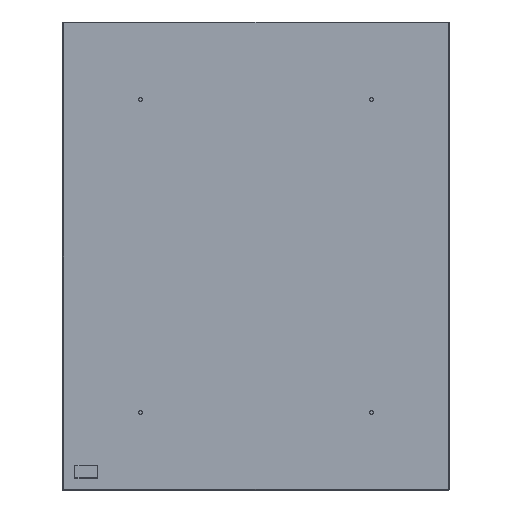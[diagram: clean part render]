
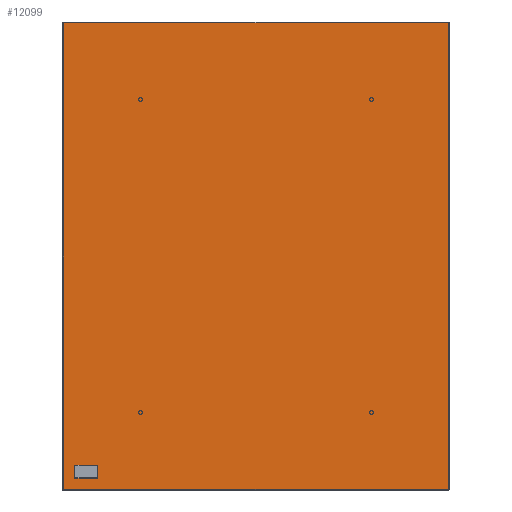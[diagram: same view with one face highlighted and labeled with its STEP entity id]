
A CAD part, left-side view. The second image highlights one B-rep face of the part: STEP entity #12099.
In plain terms, the highlighted planar face has unit normal (-1, 0, 0).
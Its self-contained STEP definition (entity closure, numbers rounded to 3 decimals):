
#12016=CARTESIAN_POINT('',(-1420.943,-60.651,1517.138));
#12017=VERTEX_POINT('',#12016);
#12024=CARTESIAN_POINT('',(-1420.943,-557.051,1517.138));
#12025=VERTEX_POINT('',#12024);
#12026=CARTESIAN_POINT('',(-1420.943,-60.651,1517.138));
#12027=DIRECTION('',(0.0,-1.0,0.0));
#12028=VECTOR('',#12027,496.4);
#12029=LINE('',#12026,#12028);
#12030=EDGE_CURVE('',#12017,#12025,#12029,.T.);
#12058=CARTESIAN_POINT('',(-1420.943,-60.651,915.238));
#12059=VERTEX_POINT('',#12058);
#12066=CARTESIAN_POINT('',(-1420.943,-60.651,915.238));
#12067=DIRECTION('',(0.0,0.0,1.0));
#12068=VECTOR('',#12067,601.9);
#12069=LINE('',#12066,#12068);
#12070=EDGE_CURVE('',#12059,#12017,#12069,.T.);
#12076=CARTESIAN_POINT('',(-1420.943,-308.851,915.237));
#12077=DIRECTION('',(-1.0,0.0,0.0));
#12078=DIRECTION('',(0.0,0.0,1.0));
#12079=AXIS2_PLACEMENT_3D('',#12076,#12077,#12078);
#12080=PLANE('',#12079);
#12081=ORIENTED_EDGE('',*,*,#12070,.F.);
#12082=CARTESIAN_POINT('',(-1420.943,-557.051,915.238));
#12083=VERTEX_POINT('',#12082);
#12084=CARTESIAN_POINT('',(-1420.943,-557.051,915.238));
#12085=DIRECTION('',(0.0,1.0,0.0));
#12086=VECTOR('',#12085,496.4);
#12087=LINE('',#12084,#12086);
#12088=EDGE_CURVE('',#12083,#12059,#12087,.T.);
#12089=ORIENTED_EDGE('',*,*,#12088,.F.);
#12090=CARTESIAN_POINT('',(-1420.943,-557.051,1517.138));
#12091=DIRECTION('',(0.0,0.0,-1.0));
#12092=VECTOR('',#12091,601.9);
#12093=LINE('',#12090,#12092);
#12094=EDGE_CURVE('',#12025,#12083,#12093,.T.);
#12095=ORIENTED_EDGE('',*,*,#12094,.F.);
#12096=ORIENTED_EDGE('',*,*,#12030,.F.);
#12097=EDGE_LOOP('',(#12081,#12089,#12095,#12096));
#12098=FACE_OUTER_BOUND('',#12097,.T.);
#12099=ADVANCED_FACE('',(#12098),#12080,.T.);
